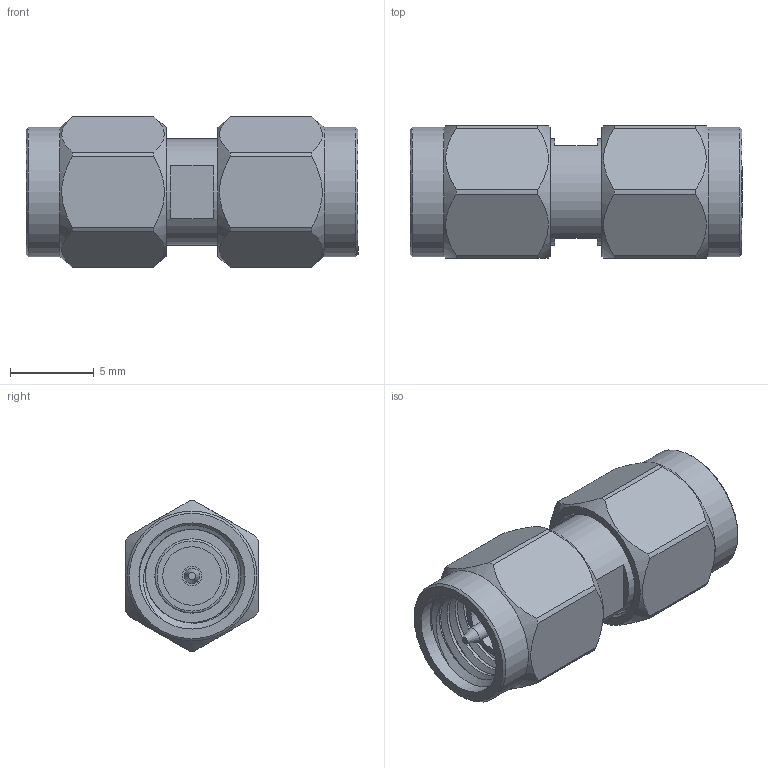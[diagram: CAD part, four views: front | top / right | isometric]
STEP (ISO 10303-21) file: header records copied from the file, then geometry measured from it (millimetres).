
FILE_DESCRIPTION (( 'STEP AP203' ), '1' );
FILE_NAME ('SM3376_3D.step', '2022-08-03T22:54:50', ( '' ), ( '' ), 'SwSTEP 2.0', 'SolidWorks 2021', '' );
FILE_SCHEMA (( 'CONFIG_CONTROL_DESIGN' ));
Length unit declared in the file: inch
Products named in the file (1): SM3376_3D
Bounding box: 19.86 x 7.94 x 8.99 mm (x, y, z)
Volume: 709.8 mm3; surface area: 1130.3 mm2
Topology: 1 solids, 1 shells, 93 faces, 248 edges, 173 vertices
Faces by surface type: cylinder 39, plane 34, cone 12, bspline 8
Full cylindrical faces by diameter (mm): 0.94 x2, 1.194 x2, 3.5 x2, 4.445 x2, 6.35 x13, 6.604 x2, 7.762 x2
Entity records: 6641 total; most frequent: CARTESIAN_POINT 4738, ORIENTED_EDGE 400, DIRECTION 316, EDGE_CURVE 200, VERTEX_POINT 164, AXIS2_PLACEMENT_3D 142, EDGE_LOOP 124, FACE_OUTER_BOUND 98
